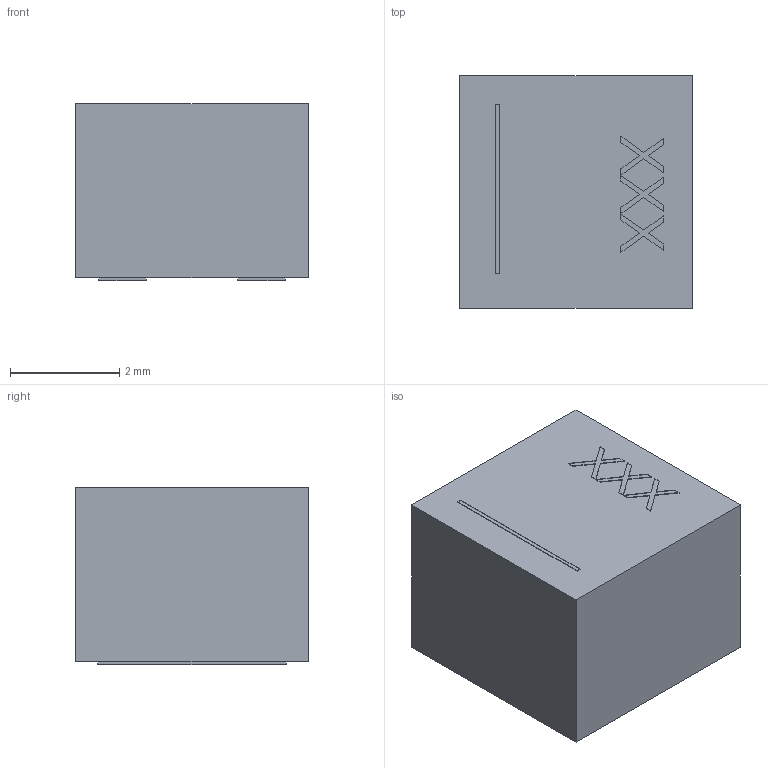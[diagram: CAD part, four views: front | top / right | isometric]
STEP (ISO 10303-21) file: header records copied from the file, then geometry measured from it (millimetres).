
FILE_DESCRIPTION(('FreeCAD Model'),'2;1');
FILE_NAME('Open CASCADE Shape Model','2025-05-02T20:46:07',('FreeCAD'),( 'FreeCAD'),'Open CASCADE STEP processor 7.6','FreeCAD','Unknown');
FILE_SCHEMA(('AUTOMOTIVE_DESIGN { 1 0 10303 214 1 1 1 1 }'));
Length unit declared in the file: millimetre
Products named in the file (1): Open CASCADE STEP translator 7.6 1
Bounding box: 4.25 x 4.25 x 3.25 mm (x, y, z)
Volume: 58 mm3; surface area: 91.5 mm2
Topology: 1 solids, 1 shells, 60 faces, 156 edges, 104 vertices
Faces by surface type: bspline 60
Entity records: 1654 total; most frequent: CARTESIAN_POINT 657, ORIENTED_EDGE 312, EDGE_CURVE 156, B_SPLINE_CURVE_WITH_KNOTS 156, VERTEX_POINT 104, FACE_BOUND 66, EDGE_LOOP 66, ADVANCED_FACE 60
